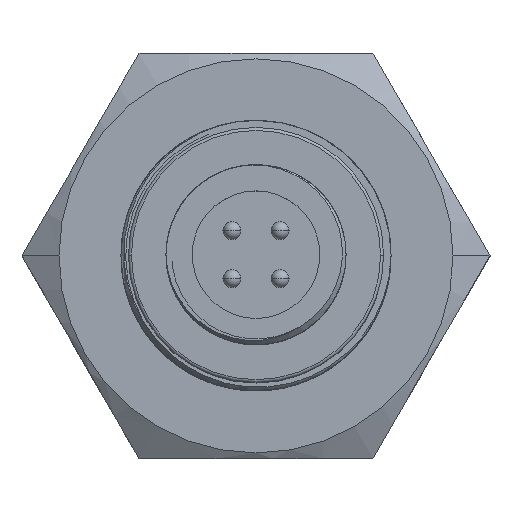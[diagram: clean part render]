
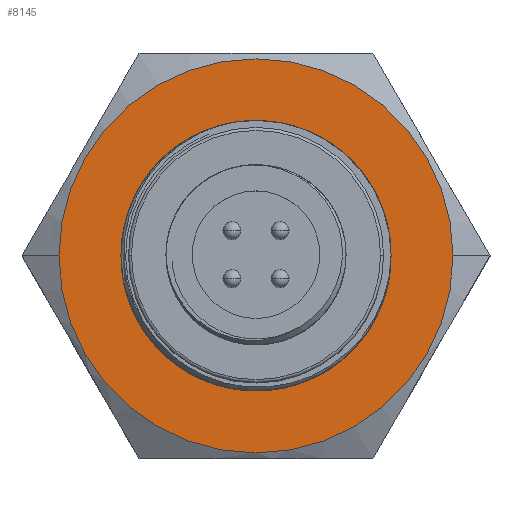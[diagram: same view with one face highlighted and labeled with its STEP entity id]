
A CAD part, top view. The second image highlights one B-rep face of the part: STEP entity #8145.
In plain terms, the highlighted planar face has unit normal (0, 0, 1).
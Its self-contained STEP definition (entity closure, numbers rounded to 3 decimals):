
#1378=CARTESIAN_POINT('',(0.,0.,32.455));
#1379=DIRECTION('',(0.,0.,1.));
#1380=DIRECTION('',(1.,0.,0.));
#1381=AXIS2_PLACEMENT_3D('',#1378,#1379,#1380);
#1383=CARTESIAN_POINT('',(0.,0.,32.455));
#1384=DIRECTION('',(0.,0.,1.));
#1385=DIRECTION('',(-1.,0.,0.));
#1386=AXIS2_PLACEMENT_3D('',#1383,#1384,#1385);
#1388=CARTESIAN_POINT('',(-1.178,-8.923,
32.455));
#1389=CARTESIAN_POINT('',(-0.721,-8.976,
32.455));
#1390=CARTESIAN_POINT('',(0.187,-9.012,
32.455));
#1391=CARTESIAN_POINT('',(1.539,-8.86,32.455));
#1392=CARTESIAN_POINT('',(2.842,-8.509,32.455));
#1393=CARTESIAN_POINT('',(4.093,-7.96,32.455));
#1394=CARTESIAN_POINT('',(5.223,-7.24,32.455));
#1395=CARTESIAN_POINT('',(6.247,-6.35,32.455));
#1396=CARTESIAN_POINT('',(7.112,-5.331,32.455));
#1397=CARTESIAN_POINT('',(7.819,-4.178,32.455));
#1398=CARTESIAN_POINT('',(8.338,-2.95,32.455));
#1399=CARTESIAN_POINT('',(8.668,-1.642,32.455));
#1400=CARTESIAN_POINT('',(8.796,-0.313,
32.455));
#1401=CARTESIAN_POINT('',(8.722,1.02,32.455));
#1402=CARTESIAN_POINT('',(8.445,2.329,32.455));
#1403=CARTESIAN_POINT('',(7.975,3.572,32.455));
#1404=CARTESIAN_POINT('',(7.534,4.354,32.455));
#1405=CARTESIAN_POINT('',(7.279,4.732,32.455));
#1407=CARTESIAN_POINT('',(0.,0.,32.455));
#1408=DIRECTION('',(0.,0.,-1.));
#1409=DIRECTION('',(1.,0.,0.));
#1410=AXIS2_PLACEMENT_3D('',#1407,#1408,#1409);
#1412=CARTESIAN_POINT('',(0.,0.,32.455));
#1413=DIRECTION('',(0.,0.,-1.));
#1414=DIRECTION('',(-0.96,0.282,0.));
#1415=AXIS2_PLACEMENT_3D('',#1412,#1413,#1414);
#1417=CARTESIAN_POINT('',(7.279,4.732,32.455));
#1418=CARTESIAN_POINT('',(7.04,5.114,32.455));
#1419=CARTESIAN_POINT('',(6.509,5.829,32.455));
#1420=CARTESIAN_POINT('',(5.564,6.763,32.455));
#1421=CARTESIAN_POINT('',(4.485,7.546,32.455));
#1422=CARTESIAN_POINT('',(3.294,8.162,32.455));
#1423=CARTESIAN_POINT('',(2.024,8.587,32.455));
#1424=CARTESIAN_POINT('',(0.686,8.818,32.455));
#1425=CARTESIAN_POINT('',(-0.651,8.84,
32.455));
#1426=CARTESIAN_POINT('',(-1.995,8.658,32.455));
#1427=CARTESIAN_POINT('',(-3.281,8.282,32.455));
#1428=CARTESIAN_POINT('',(-4.51,7.705,32.455));
#1429=CARTESIAN_POINT('',(-5.631,6.957,32.455));
#1430=CARTESIAN_POINT('',(-6.624,6.047,32.455));
#1431=CARTESIAN_POINT('',(-7.476,4.993,32.455));
#1432=CARTESIAN_POINT('',(-8.158,3.828,32.455));
#1433=CARTESIAN_POINT('',(-8.498,2.979,32.455));
#1434=CARTESIAN_POINT('',(-8.636,2.535,32.455));
#1436=CARTESIAN_POINT('',(0.,0.,32.455));
#1437=DIRECTION('',(0.,0.,-1.));
#1438=DIRECTION('',(1.,0.,0.));
#1439=AXIS2_PLACEMENT_3D('',#1436,#1437,#1438);
#1441=CARTESIAN_POINT('',(0.,0.,32.455));
#1442=DIRECTION('',(0.,0.,-1.));
#1443=DIRECTION('',(-1.,0.,0.));
#1444=AXIS2_PLACEMENT_3D('',#1441,#1442,#1443);
#1547=CARTESIAN_POINT('',(7.279,4.732,32.455));
#5655=VERTEX_POINT('',#1547);
#5769=CARTESIAN_POINT('',(9.,0.,32.455));
#5771=VERTEX_POINT('',#5769);
#5967=CARTESIAN_POINT('',(-8.027,0.,32.455));
#5969=VERTEX_POINT('',#5967);
#6255=CARTESIAN_POINT('',(-1.178,-8.923,
32.455));
#6256=VERTEX_POINT('',#6255);
#6329=CARTESIAN_POINT('',(8.027,0.,32.455));
#6330=VERTEX_POINT('',#6329);
#6369=CARTESIAN_POINT('',(-8.636,2.535,32.455));
#6370=VERTEX_POINT('',#6369);
#6931=CARTESIAN_POINT('',(13.125,0.,32.455));
#6932=VERTEX_POINT('',#6931);
#7064=CARTESIAN_POINT('',(-13.125,0.,32.455));
#7065=VERTEX_POINT('',#7064);
#8119=CARTESIAN_POINT('',(7.794,-13.5,32.455));
#8120=DIRECTION('',(0.,0.,1.));
#8121=DIRECTION('',(1.,0.,0.));
#8122=AXIS2_PLACEMENT_3D('',#8119,#8120,#8121);
#8123=PLANE('',#8122);
#8124=ORIENTED_EDGE('',*,*,#8105,.F.);
#8126=ORIENTED_EDGE('',*,*,#8125,.F.);
#8127=EDGE_LOOP('',(#8124,#8126));
#8128=FACE_OUTER_BOUND('',#8127,.F.);
#8130=ORIENTED_EDGE('',*,*,#8129,.F.);
#8132=ORIENTED_EDGE('',*,*,#8131,.F.);
#8134=ORIENTED_EDGE('',*,*,#8133,.F.);
#8136=ORIENTED_EDGE('',*,*,#8135,.F.);
#8137=EDGE_LOOP('',(#8130,#8132,#8134,#8136));
#8138=FACE_BOUND('',#8137,.F.);
#8140=ORIENTED_EDGE('',*,*,#8139,.F.);
#8142=ORIENTED_EDGE('',*,*,#8141,.F.);
#8143=EDGE_LOOP('',(#8140,#8142));
#8144=FACE_BOUND('',#8143,.F.);
#1382=CIRCLE('',#1381,13.125);
#1387=CIRCLE('',#1386,13.125);
#1406=B_SPLINE_CURVE_WITH_KNOTS('',3,(#1388,#1389,#1390,#1391,#1392,#1393,#1394,
#1395,#1396,#1397,#1398,#1399,#1400,#1401,#1402,#1403,#1404,#1405),
.UNSPECIFIED.,.F.,.F.,(4,1,1,1,1,1,1,1,1,1,1,1,1,1,1,4),(0.,0.067,
0.133,0.2,0.267,0.333,0.4,
0.467,0.533,0.6,0.667,0.733,
0.8,0.867,0.933,1.),.UNSPECIFIED.);
#1411=CIRCLE('',#1410,9.);
#1416=CIRCLE('',#1415,9.);
#1435=B_SPLINE_CURVE_WITH_KNOTS('',3,(#1417,#1418,#1419,#1420,#1421,#1422,#1423,
#1424,#1425,#1426,#1427,#1428,#1429,#1430,#1431,#1432,#1433,#1434),
.UNSPECIFIED.,.F.,.F.,(4,1,1,1,1,1,1,1,1,1,1,1,1,1,1,4),(0.,0.067,
0.133,0.2,0.267,0.333,0.4,
0.467,0.533,0.6,0.667,0.733,
0.8,0.867,0.933,1.),.UNSPECIFIED.);
#1440=CIRCLE('',#1439,8.027);
#1445=CIRCLE('',#1444,8.027);
#8105=EDGE_CURVE('',#6932,#7065,#1382,.T.);
#8125=EDGE_CURVE('',#7065,#6932,#1387,.T.);
#8129=EDGE_CURVE('',#6256,#5655,#1406,.T.);
#8131=EDGE_CURVE('',#5771,#6256,#1411,.T.);
#8133=EDGE_CURVE('',#6370,#5771,#1416,.T.);
#8135=EDGE_CURVE('',#5655,#6370,#1435,.T.);
#8139=EDGE_CURVE('',#6330,#5969,#1440,.T.);
#8141=EDGE_CURVE('',#5969,#6330,#1445,.T.);
#8145=ADVANCED_FACE('',(#8128,#8138,#8144),#8123,.T.);
